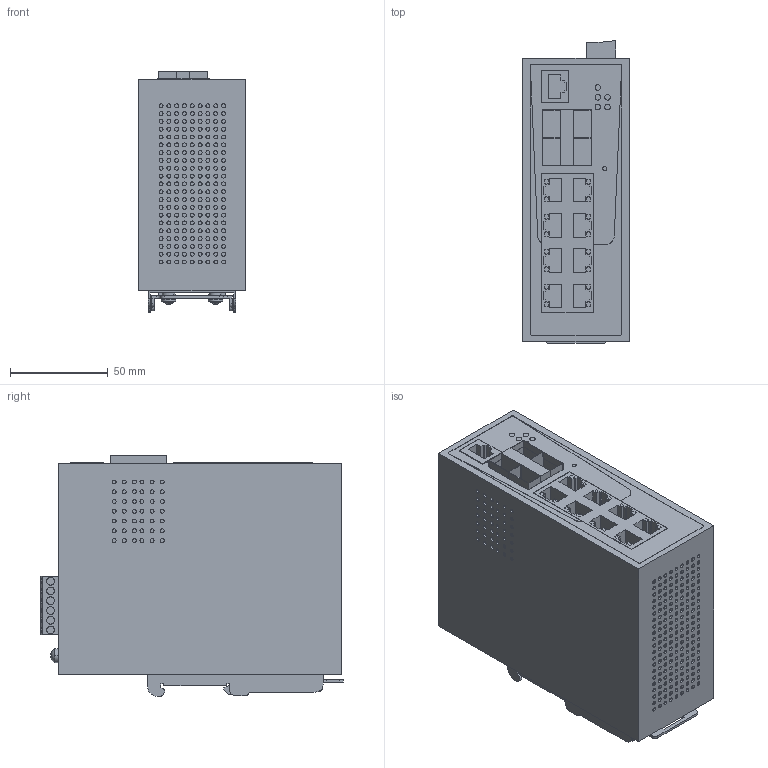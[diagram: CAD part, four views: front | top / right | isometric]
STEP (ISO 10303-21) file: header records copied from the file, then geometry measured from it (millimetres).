
FILE_DESCRIPTION(('CATIA V5 STEP Exchange','CAx-IF Rec.Pracs.--- Model Styling and Organization---1.4--- 2014-01-23'),'2;1');
FILE_NAME ('D1492205_0', '2021-07-02T13:11:50+00:00', ('none'), ('Weidmueller'), 'CATIA Version 5-6 Release 2016 SP3 HF44', 'CATIA V5 STEP AP214', 'none');
FILE_SCHEMA(('AUTOMOTIVE_DESIGN { 1 0 10303 214 1 1 1 1 }'));
Products named in the file (1): S3D_IE_SW_AL12M_8GT_4GESFP
Bounding box: 54.3 x 154.9 x 123.2 mm (x, y, z)
Volume: 832035.5 mm3; surface area: 122993.4 mm2
Topology: 37 solids, 37 shells, 1976 faces, 4410 edges, 2934 vertices
Faces by surface type: plane 1058, cylinder 837, extrusion 71, revolution 8, sphere 2
Entity records: 52568 total; most frequent: CARTESIAN_POINT 10265, ORIENTED_EDGE 8820, DIRECTION 6299, EDGE_CURVE 4410, VERTEX_POINT 2934, AXIS2_PLACEMENT_3D 2737, VECTOR 2490, EDGE_LOOP 2428
